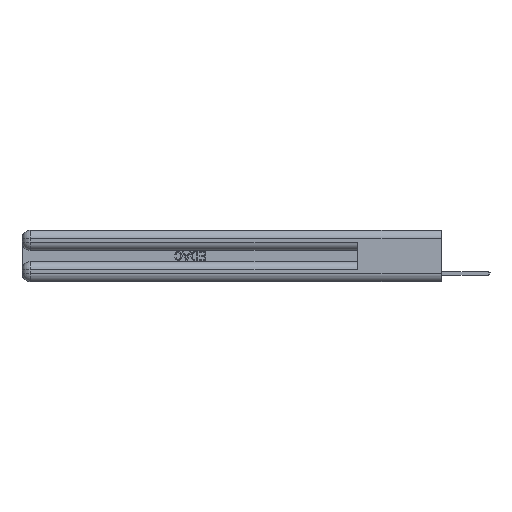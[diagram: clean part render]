
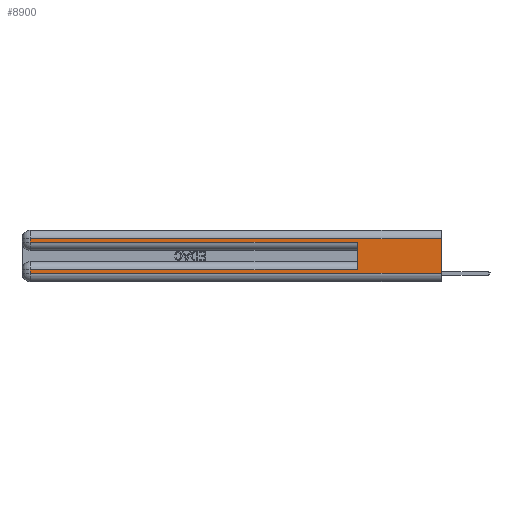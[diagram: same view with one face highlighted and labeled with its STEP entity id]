
A CAD part, left-side view. The second image highlights one B-rep face of the part: STEP entity #8900.
In plain terms, the highlighted planar face has unit normal (-1, 0, 0).
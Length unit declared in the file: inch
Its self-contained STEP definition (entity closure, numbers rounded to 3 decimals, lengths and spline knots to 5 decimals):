
#39 = EDGE_LOOP ( 'NONE', ( #21733, #6126, #3932, #17818, #9074, #27647, #23940, #25040 ) ) ;
#488 = VERTEX_POINT ( 'NONE', #5751 ) ;
#1081 = LINE ( 'NONE', #23622, #23756 ) ;
#1263 = CARTESIAN_POINT ( 'NONE',  ( 0., 2.94, 0.06 ) ) ;
#2410 = VECTOR ( 'NONE', #6821, 39.37008 ) ;
#2533 = VECTOR ( 'NONE', #25514, 39.37008 ) ;
#2849 = DIRECTION ( 'NONE',  ( 0., 0., -1. ) ) ;
#3066 = DIRECTION ( 'NONE',  ( 0., 0., -1. ) ) ;
#3544 = EDGE_CURVE ( 'NONE', #488, #24316, #18788, .T. ) ;
#3932 = ORIENTED_EDGE ( 'NONE', *, *, #23656, .T. ) ;
#4009 = FACE_OUTER_BOUND ( 'NONE', #39, .T. ) ;
#5002 = VECTOR ( 'NONE', #13446, 39.37008 ) ;
#5042 = EDGE_CURVE ( 'NONE', #27264, #14532, #26487, .T. ) ;
#5242 = VERTEX_POINT ( 'NONE', #24060 ) ;
#5751 = CARTESIAN_POINT ( 'NONE',  ( 0., 2.94, 0.285 ) ) ;
#5764 = EDGE_CURVE ( 'NONE', #20018, #14532, #10161, .T. ) ;
#6126 = ORIENTED_EDGE ( 'NONE', *, *, #8545, .T. ) ;
#6821 = DIRECTION ( 'NONE',  ( 0., -1., 0. ) ) ;
#7939 = CARTESIAN_POINT ( 'NONE',  ( 0., 2.94, 0.085 ) ) ;
#8314 = VERTEX_POINT ( 'NONE', #19321 ) ;
#8545 = EDGE_CURVE ( 'NONE', #20018, #8314, #16662, .T. ) ;
#8629 = CARTESIAN_POINT ( 'NONE',  ( 0., 0., 0.06 ) ) ;
#8900 = ADVANCED_FACE ( 'NONE', ( #4009 ), #27772, .F. ) ;
#9074 = ORIENTED_EDGE ( 'NONE', *, *, #22953, .F. ) ;
#9372 = CARTESIAN_POINT ( 'NONE',  ( 0., 2.94, 0.37 ) ) ;
#9585 = CARTESIAN_POINT ( 'NONE',  ( 0., 0., 0.37 ) ) ;
#9960 = VERTEX_POINT ( 'NONE', #7939 ) ;
#10161 = LINE ( 'NONE', #23748, #15427 ) ;
#10893 = CARTESIAN_POINT ( 'NONE',  ( 0., 0., 0.285 ) ) ;
#10950 = LINE ( 'NONE', #25129, #5002 ) ;
#11443 = AXIS2_PLACEMENT_3D ( 'NONE', #9585, #14326, #3066 ) ;
#11576 = CARTESIAN_POINT ( 'NONE',  ( 0., 0., 0.31 ) ) ;
#12444 = CARTESIAN_POINT ( 'NONE',  ( 0., 0.6, 0.285 ) ) ;
#13446 = DIRECTION ( 'NONE',  ( 0., 0., -1. ) ) ;
#13977 = LINE ( 'NONE', #9372, #20361 ) ;
#14009 = DIRECTION ( 'NONE',  ( 0., 1., 0. ) ) ;
#14217 = CARTESIAN_POINT ( 'NONE',  ( 0., 0., 0.31 ) ) ;
#14326 = DIRECTION ( 'NONE',  ( 1., 0., 0. ) ) ;
#14532 = VERTEX_POINT ( 'NONE', #8629 ) ;
#14687 = DIRECTION ( 'NONE',  ( 0., 0., 1. ) ) ;
#15323 = DIRECTION ( 'NONE',  ( 0., -1., 0. ) ) ;
#15427 = VECTOR ( 'NONE', #19573, 39.37008 ) ;
#15603 = CARTESIAN_POINT ( 'NONE',  ( 0., 0., 0.06 ) ) ;
#16662 = LINE ( 'NONE', #14217, #2533 ) ;
#17818 = ORIENTED_EDGE ( 'NONE', *, *, #3544, .T. ) ;
#18104 = EDGE_CURVE ( 'NONE', #9960, #27264, #13977, .T. ) ;
#18788 = LINE ( 'NONE', #10893, #19840 ) ;
#19321 = CARTESIAN_POINT ( 'NONE',  ( 0., 2.94, 0.31 ) ) ;
#19573 = DIRECTION ( 'NONE',  ( 0., 0., -1. ) ) ;
#19840 = VECTOR ( 'NONE', #15323, 39.37008 ) ;
#20018 = VERTEX_POINT ( 'NONE', #11576 ) ;
#20361 = VECTOR ( 'NONE', #2849, 39.37008 ) ;
#21733 = ORIENTED_EDGE ( 'NONE', *, *, #5764, .F. ) ;
#22953 = EDGE_CURVE ( 'NONE', #5242, #24316, #1081, .T. ) ;
#23319 = CARTESIAN_POINT ( 'NONE',  ( 0., 0., 0.085 ) ) ;
#23622 = CARTESIAN_POINT ( 'NONE',  ( 0., 0.6, 0.145 ) ) ;
#23656 = EDGE_CURVE ( 'NONE', #8314, #488, #10950, .T. ) ;
#23748 = CARTESIAN_POINT ( 'NONE',  ( 0., 0., 0.37 ) ) ;
#23756 = VECTOR ( 'NONE', #14687, 39.37008 ) ;
#23940 = ORIENTED_EDGE ( 'NONE', *, *, #18104, .T. ) ;
#24060 = CARTESIAN_POINT ( 'NONE',  ( 0., 0.6, 0.085 ) ) ;
#24316 = VERTEX_POINT ( 'NONE', #12444 ) ;
#24364 = LINE ( 'NONE', #23319, #28610 ) ;
#24385 = EDGE_CURVE ( 'NONE', #5242, #9960, #24364, .T. ) ;
#25040 = ORIENTED_EDGE ( 'NONE', *, *, #5042, .T. ) ;
#25129 = CARTESIAN_POINT ( 'NONE',  ( 0., 2.94, 0.37 ) ) ;
#25514 = DIRECTION ( 'NONE',  ( 0., 1., 0. ) ) ;
#26487 = LINE ( 'NONE', #15603, #2410 ) ;
#27264 = VERTEX_POINT ( 'NONE', #1263 ) ;
#27647 = ORIENTED_EDGE ( 'NONE', *, *, #24385, .T. ) ;
#27772 = PLANE ( 'NONE',  #11443 ) ;
#28610 = VECTOR ( 'NONE', #14009, 39.37008 ) ;
